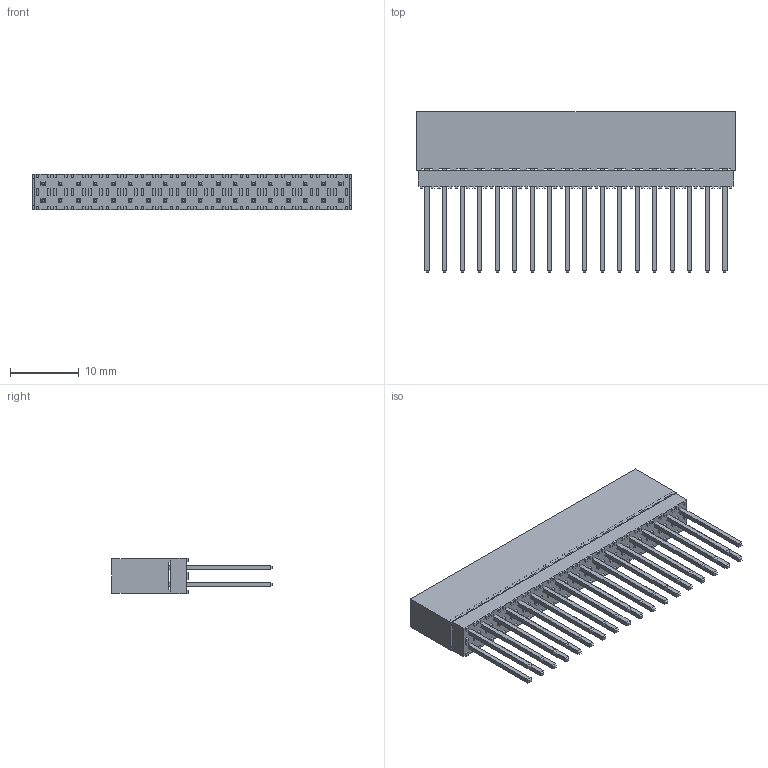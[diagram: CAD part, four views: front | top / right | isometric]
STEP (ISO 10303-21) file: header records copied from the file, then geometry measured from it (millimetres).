
FILE_DESCRIPTION( ( 'STEP AP214' ), '1' );
FILE_NAME( 'ESQ-118-14-G-D.stp', '2020-08-28T21:27:24', ( 'License CC BY-ND 4.0' ), ( 'CADENAS' ), ' ', 'PARTsolutions', ' ' );
FILE_SCHEMA( ( 'AUTOMOTIVE_DESIGN { 1 0 10303 214 1 1 1 1 }' ) );
Length unit declared in the file: inch
Products named in the file (4): ESQ-118-14-G-D; _ESQ-118-14-G-D_socket; _ESQ-118-14-G-D_pins; _ESQ-118-14-G-D-LL_bpins
Assembly tree (3 placements, depth 2):
  ESQ-118-14-G-D
    _ESQ-118-14-G-D_socket
    _ESQ-118-14-G-D_pins
    _ESQ-118-14-G-D-LL_bpins
Bounding box: 46.23 x 23.24 x 5.08 mm (x, y, z)
Volume: 2548.2 mm3; surface area: 5027.3 mm2
Topology: 3 solids, 3 shells, 1534 faces, 4008 edges, 2624 vertices
Faces by surface type: plane 1498, cylinder 36
Entity records: 58294 total; most frequent: CARTESIAN_POINT 8170, ORIENTED_EDGE 8016, DIRECTION 7156, EDGE_CURVE 4008, LINE 3936, VECTOR 3936, VERTEX_POINT 2624, EDGE_LOOP 1678
